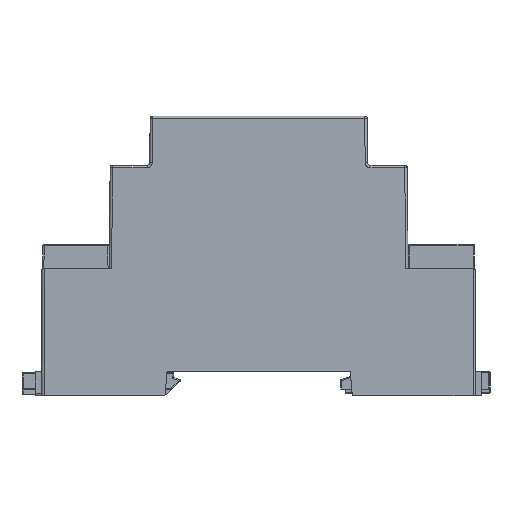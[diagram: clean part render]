
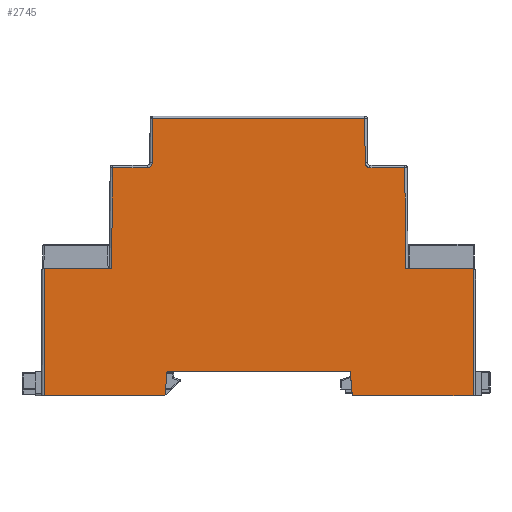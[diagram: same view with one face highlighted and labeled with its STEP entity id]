
A CAD part, front view. The second image highlights one B-rep face of the part: STEP entity #2745.
In plain terms, the highlighted face is planar.
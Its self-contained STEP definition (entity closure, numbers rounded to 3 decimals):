
#856=B_SPLINE_CURVE_WITH_KNOTS('',3,(#35808,#35809,#35810,#35811,#35812,
#35813,#35814,#35815,#35816,#35817,#35818,#35819,#35820,#35821,#35822,#35823,
#35824,#35825),.UNSPECIFIED.,.F.,.F.,(4,1,1,2,2,2,1,1,2,2,4),(0.,0.125,
0.187,0.219,0.25,0.5,
0.625,0.687,0.719,0.75,
1.),.UNSPECIFIED.);
#857=B_SPLINE_CURVE_WITH_KNOTS('',3,(#35833,#35834,#35835,#35836,#35837,
#35838,#35839,#35840,#35841,#35842,#35843,#35844,#35845,#35846,#35847,#35848,
#35849,#35850),.UNSPECIFIED.,.F.,.F.,(4,1,1,2,2,2,1,1,2,2,4),(0.,0.125,
0.188,0.219,0.25,0.5,
0.625,0.688,0.719,0.75,
1.),.UNSPECIFIED.);
#2745=ADVANCED_FACE('',(#4457),#3436,.T.);
#3436=PLANE('',#21815);
#4457=FACE_OUTER_BOUND('',#5638,.T.);
#5638=EDGE_LOOP('',(#10124,#10125,#10126,#10127,#10128,#10129,#10130,#10131,
#10132,#10133,#10134,#10135,#10136,#10137,#10138,#10139,#10140,#10141));
#10124=ORIENTED_EDGE('',*,*,#15742,.T.);
#10125=ORIENTED_EDGE('',*,*,#15651,.T.);
#10126=ORIENTED_EDGE('',*,*,#15743,.T.);
#10127=ORIENTED_EDGE('',*,*,#15744,.T.);
#10128=ORIENTED_EDGE('',*,*,#15745,.T.);
#10129=ORIENTED_EDGE('',*,*,#15746,.T.);
#10130=ORIENTED_EDGE('',*,*,#15747,.T.);
#10131=ORIENTED_EDGE('',*,*,#15748,.T.);
#10132=ORIENTED_EDGE('',*,*,#15749,.T.);
#10133=ORIENTED_EDGE('',*,*,#15750,.T.);
#10134=ORIENTED_EDGE('',*,*,#15751,.T.);
#10135=ORIENTED_EDGE('',*,*,#15752,.T.);
#10136=ORIENTED_EDGE('',*,*,#15753,.T.);
#10137=ORIENTED_EDGE('',*,*,#15754,.T.);
#10138=ORIENTED_EDGE('',*,*,#15755,.T.);
#10139=ORIENTED_EDGE('',*,*,#15756,.T.);
#10140=ORIENTED_EDGE('',*,*,#15757,.T.);
#10141=ORIENTED_EDGE('',*,*,#15758,.T.);
#13101=VERTEX_POINT('',#35585);
#13102=VERTEX_POINT('',#35586);
#13144=VERTEX_POINT('',#35702);
#13149=VERTEX_POINT('',#35718);
#13170=VERTEX_POINT('',#35796);
#13171=VERTEX_POINT('',#35798);
#13172=VERTEX_POINT('',#35800);
#13173=VERTEX_POINT('',#35802);
#13174=VERTEX_POINT('',#35804);
#13175=VERTEX_POINT('',#35807);
#13176=VERTEX_POINT('',#35826);
#13177=VERTEX_POINT('',#35828);
#13178=VERTEX_POINT('',#35830);
#13179=VERTEX_POINT('',#35832);
#13180=VERTEX_POINT('',#35851);
#13181=VERTEX_POINT('',#35854);
#13182=VERTEX_POINT('',#35856);
#13183=VERTEX_POINT('',#35858);
#15651=EDGE_CURVE('',#13101,#13102,#17783,.T.);
#15742=EDGE_CURVE('',#13170,#13101,#17849,.T.);
#15743=EDGE_CURVE('',#13102,#13171,#17850,.T.);
#15744=EDGE_CURVE('',#13171,#13172,#17851,.T.);
#15745=EDGE_CURVE('',#13172,#13173,#17852,.T.);
#15746=EDGE_CURVE('',#13173,#13174,#17853,.T.);
#15747=EDGE_CURVE('',#13174,#13149,#17854,.T.);
#15748=EDGE_CURVE('',#13149,#13175,#17855,.T.);
#15749=EDGE_CURVE('',#13175,#13176,#856,.T.);
#15750=EDGE_CURVE('',#13176,#13177,#17856,.T.);
#15751=EDGE_CURVE('',#13177,#13178,#17857,.T.);
#15752=EDGE_CURVE('',#13178,#13179,#17858,.T.);
#15753=EDGE_CURVE('',#13179,#13180,#857,.T.);
#15754=EDGE_CURVE('',#13180,#13144,#17859,.T.);
#15755=EDGE_CURVE('',#13144,#13181,#17860,.T.);
#15756=EDGE_CURVE('',#13181,#13182,#17861,.T.);
#15757=EDGE_CURVE('',#13182,#13183,#17862,.T.);
#15758=EDGE_CURVE('',#13183,#13170,#17863,.T.);
#17783=LINE('',#35584,#19800);
#17849=LINE('',#35795,#19866);
#17850=LINE('',#35797,#19867);
#17851=LINE('',#35799,#19868);
#17852=LINE('',#35801,#19869);
#17853=LINE('',#35803,#19870);
#17854=LINE('',#35805,#19871);
#17855=LINE('',#35806,#19872);
#17856=LINE('',#35827,#19873);
#17857=LINE('',#35829,#19874);
#17858=LINE('',#35831,#19875);
#17859=LINE('',#35852,#19876);
#17860=LINE('',#35853,#19877);
#17861=LINE('',#35855,#19878);
#17862=LINE('',#35857,#19879);
#17863=LINE('',#35859,#19880);
#19800=VECTOR('',#25837,1.);
#19866=VECTOR('',#26007,1.);
#19867=VECTOR('',#26008,1.);
#19868=VECTOR('',#26009,1.);
#19869=VECTOR('',#26010,1.);
#19870=VECTOR('',#26011,1.);
#19871=VECTOR('',#26012,1.);
#19872=VECTOR('',#26013,1.);
#19873=VECTOR('',#26014,1.);
#19874=VECTOR('',#26015,1.);
#19875=VECTOR('',#26016,1.);
#19876=VECTOR('',#26017,1.);
#19877=VECTOR('',#26018,1.);
#19878=VECTOR('',#26019,1.);
#19879=VECTOR('',#26020,1.);
#19880=VECTOR('',#26021,1.);
#21815=AXIS2_PLACEMENT_3D('',#35860,#26022,#26023);
#25837=DIRECTION('',(0.,0.,-1.));
#26007=DIRECTION('',(-0.009,0.996,-0.087));
#26008=DIRECTION('',(0.009,-0.996,-0.087));
#26009=DIRECTION('',(0.,0.,-1.));
#26010=DIRECTION('',(-0.009,1.,0.));
#26011=DIRECTION('',(0.,0.,1.));
#26012=DIRECTION('',(-0.009,1.,0.009));
#26013=DIRECTION('',(0.,0.,1.));
#26014=DIRECTION('',(-0.009,1.,0.009));
#26015=DIRECTION('',(0.,0.,1.));
#26016=DIRECTION('',(0.009,-1.,0.009));
#26017=DIRECTION('',(0.,0.,1.));
#26018=DIRECTION('',(0.009,-1.,0.009));
#26019=DIRECTION('',(0.,0.,1.));
#26020=DIRECTION('',(0.009,-1.,0.));
#26021=DIRECTION('',(0.,0.,-1.));
#26022=DIRECTION('',(1.,0.009,0.));
#26023=DIRECTION('',(0.009,-1.,0.));
#35584=CARTESIAN_POINT('',(-0.043,5.,-45.));
#35585=CARTESIAN_POINT('',(-0.043,5.,19.));
#35586=CARTESIAN_POINT('',(-0.043,5.,-19.));
#35702=CARTESIAN_POINT('',(-0.413,47.304,30.318));
#35718=CARTESIAN_POINT('',(-0.413,47.304,-30.318));
#35795=CARTESIAN_POINT('',(0.,0.,19.437));
#35796=CARTESIAN_POINT('',(0.,0.,19.437));
#35797=CARTESIAN_POINT('',(-0.043,5.,-19.));
#35798=CARTESIAN_POINT('',(0.,0.,-19.437));
#35799=CARTESIAN_POINT('',(0.,0.,-45.));
#35800=CARTESIAN_POINT('',(0.,0.,-44.5));
#35801=CARTESIAN_POINT('',(-0.23,26.4,-44.5));
#35802=CARTESIAN_POINT('',(-0.23,26.4,-44.5));
#35803=CARTESIAN_POINT('',(-0.23,26.4,-45.));
#35804=CARTESIAN_POINT('',(-0.23,26.4,-30.5));
#35805=CARTESIAN_POINT('',(-0.23,26.4,-30.5));
#35806=CARTESIAN_POINT('',(-0.413,47.304,-45.));
#35807=CARTESIAN_POINT('',(-0.413,47.304,-23.095));
#35808=CARTESIAN_POINT('',(-0.413,47.304,-23.095));
#35809=CARTESIAN_POINT('',(-0.413,47.304,-23.032));
#35810=CARTESIAN_POINT('',(-0.413,47.313,-22.939));
#35811=CARTESIAN_POINT('',(-0.413,47.338,-22.833));
#35812=CARTESIAN_POINT('',(-0.413,47.353,-22.788));
#35813=CARTESIAN_POINT('',(-0.413,47.363,-22.759));
#35814=CARTESIAN_POINT('',(-0.413,47.368,-22.745));
#35815=CARTESIAN_POINT('',(-0.414,47.424,-22.602));
#35816=CARTESIAN_POINT('',(-0.414,47.498,-22.489));
#35817=CARTESIAN_POINT('',(-0.415,47.642,-22.343));
#35818=CARTESIAN_POINT('',(-0.416,47.72,-22.278));
#35819=CARTESIAN_POINT('',(-0.417,47.822,-22.218));
#35820=CARTESIAN_POINT('',(-0.417,47.867,-22.196));
#35821=CARTESIAN_POINT('',(-0.418,47.898,-22.181));
#35822=CARTESIAN_POINT('',(-0.418,47.915,-22.174));
#35823=CARTESIAN_POINT('',(-0.419,48.047,-22.121));
#35824=CARTESIAN_POINT('',(-0.42,48.169,-22.097));
#35825=CARTESIAN_POINT('',(-0.421,48.296,-22.095));
#35826=CARTESIAN_POINT('',(-0.421,48.296,-22.095));
#35827=CARTESIAN_POINT('',(-0.421,48.296,-22.095));
#35828=CARTESIAN_POINT('',(-0.502,57.504,-22.015));
#35829=CARTESIAN_POINT('',(-0.502,57.504,-45.));
#35830=CARTESIAN_POINT('',(-0.502,57.504,22.016));
#35831=CARTESIAN_POINT('',(-0.502,57.504,22.016));
#35832=CARTESIAN_POINT('',(-0.421,48.296,22.096));
#35833=CARTESIAN_POINT('',(-0.421,48.296,22.096));
#35834=CARTESIAN_POINT('',(-0.421,48.232,22.097));
#35835=CARTESIAN_POINT('',(-0.42,48.139,22.106));
#35836=CARTESIAN_POINT('',(-0.419,48.034,22.132));
#35837=CARTESIAN_POINT('',(-0.418,47.989,22.147));
#35838=CARTESIAN_POINT('',(-0.418,47.959,22.157));
#35839=CARTESIAN_POINT('',(-0.418,47.946,22.162));
#35840=CARTESIAN_POINT('',(-0.417,47.803,22.22));
#35841=CARTESIAN_POINT('',(-0.416,47.691,22.295));
#35842=CARTESIAN_POINT('',(-0.415,47.546,22.44));
#35843=CARTESIAN_POINT('',(-0.414,47.482,22.519));
#35844=CARTESIAN_POINT('',(-0.414,47.423,22.621));
#35845=CARTESIAN_POINT('',(-0.413,47.401,22.667));
#35846=CARTESIAN_POINT('',(-0.413,47.387,22.698));
#35847=CARTESIAN_POINT('',(-0.413,47.38,22.715));
#35848=CARTESIAN_POINT('',(-0.413,47.328,22.847));
#35849=CARTESIAN_POINT('',(-0.413,47.304,22.969));
#35850=CARTESIAN_POINT('',(-0.413,47.304,23.096));
#35851=CARTESIAN_POINT('',(-0.413,47.304,23.096));
#35852=CARTESIAN_POINT('',(-0.413,47.304,-45.));
#35853=CARTESIAN_POINT('',(-0.413,47.304,30.318));
#35854=CARTESIAN_POINT('',(-0.23,26.4,30.5));
#35855=CARTESIAN_POINT('',(-0.23,26.4,-45.));
#35856=CARTESIAN_POINT('',(-0.23,26.4,44.5));
#35857=CARTESIAN_POINT('',(-0.23,26.4,44.5));
#35858=CARTESIAN_POINT('',(0.,0.,44.5));
#35859=CARTESIAN_POINT('',(0.,0.,-45.));
#35860=CARTESIAN_POINT('',(-0.23,26.4,-45.));
